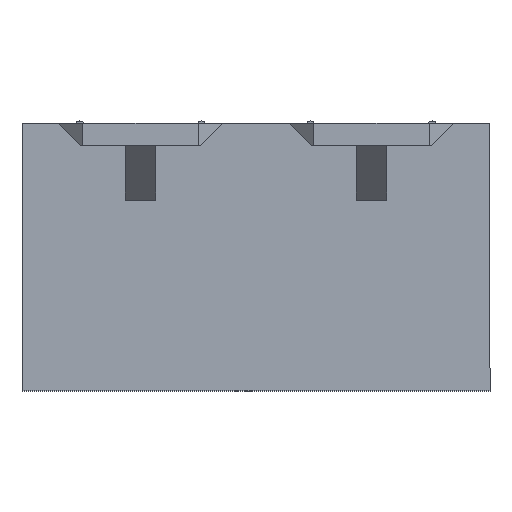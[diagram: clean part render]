
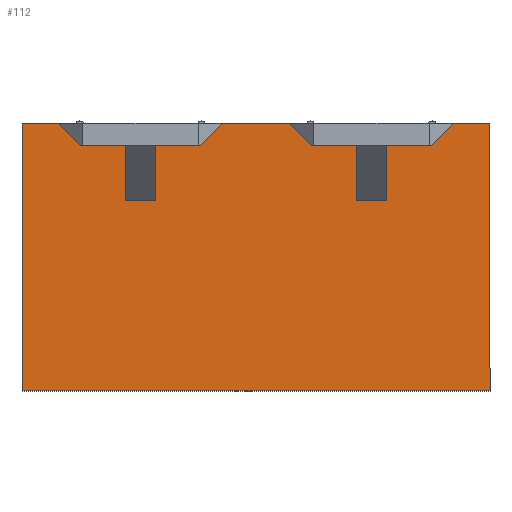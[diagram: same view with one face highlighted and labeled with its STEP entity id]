
A CAD part, top view. The second image highlights one B-rep face of the part: STEP entity #112.
In plain terms, the highlighted planar face has unit normal (0, 0, 1).
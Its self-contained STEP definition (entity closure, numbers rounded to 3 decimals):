
#112=ADVANCED_FACE('',(#196),#156,.F.);
#156=PLANE('',#918);
#196=FACE_OUTER_BOUND('',#239,.T.);
#239=EDGE_LOOP('',(#287,#288,#289,#290,#291,#292,#293,#294,#295,#296,#297,
#298,#299,#300,#301,#302,#303,#304,#305,#306));
#287=ORIENTED_EDGE('',*,*,#591,.T.);
#288=ORIENTED_EDGE('',*,*,#592,.T.);
#289=ORIENTED_EDGE('',*,*,#593,.F.);
#290=ORIENTED_EDGE('',*,*,#594,.F.);
#291=ORIENTED_EDGE('',*,*,#595,.F.);
#292=ORIENTED_EDGE('',*,*,#596,.F.);
#293=ORIENTED_EDGE('',*,*,#597,.F.);
#294=ORIENTED_EDGE('',*,*,#598,.F.);
#295=ORIENTED_EDGE('',*,*,#599,.T.);
#296=ORIENTED_EDGE('',*,*,#600,.T.);
#297=ORIENTED_EDGE('',*,*,#601,.F.);
#298=ORIENTED_EDGE('',*,*,#602,.F.);
#299=ORIENTED_EDGE('',*,*,#603,.F.);
#300=ORIENTED_EDGE('',*,*,#604,.F.);
#301=ORIENTED_EDGE('',*,*,#605,.F.);
#302=ORIENTED_EDGE('',*,*,#606,.F.);
#303=ORIENTED_EDGE('',*,*,#607,.F.);
#304=ORIENTED_EDGE('',*,*,#608,.F.);
#305=ORIENTED_EDGE('',*,*,#609,.F.);
#306=ORIENTED_EDGE('',*,*,#610,.F.);
#515=VERTEX_POINT('',#1184);
#516=VERTEX_POINT('',#1185);
#517=VERTEX_POINT('',#1187);
#518=VERTEX_POINT('',#1189);
#519=VERTEX_POINT('',#1191);
#520=VERTEX_POINT('',#1193);
#521=VERTEX_POINT('',#1195);
#522=VERTEX_POINT('',#1197);
#523=VERTEX_POINT('',#1199);
#524=VERTEX_POINT('',#1201);
#525=VERTEX_POINT('',#1203);
#526=VERTEX_POINT('',#1205);
#527=VERTEX_POINT('',#1207);
#528=VERTEX_POINT('',#1209);
#529=VERTEX_POINT('',#1211);
#530=VERTEX_POINT('',#1213);
#531=VERTEX_POINT('',#1215);
#532=VERTEX_POINT('',#1217);
#533=VERTEX_POINT('',#1219);
#534=VERTEX_POINT('',#1221);
#591=EDGE_CURVE('',#515,#516,#705,.T.);
#592=EDGE_CURVE('',#516,#517,#706,.T.);
#593=EDGE_CURVE('',#518,#517,#707,.T.);
#594=EDGE_CURVE('',#519,#518,#708,.T.);
#595=EDGE_CURVE('',#520,#519,#709,.T.);
#596=EDGE_CURVE('',#521,#520,#710,.T.);
#597=EDGE_CURVE('',#522,#521,#711,.T.);
#598=EDGE_CURVE('',#523,#522,#712,.T.);
#599=EDGE_CURVE('',#523,#524,#713,.T.);
#600=EDGE_CURVE('',#524,#525,#714,.T.);
#601=EDGE_CURVE('',#526,#525,#715,.T.);
#602=EDGE_CURVE('',#527,#526,#716,.T.);
#603=EDGE_CURVE('',#528,#527,#717,.T.);
#604=EDGE_CURVE('',#529,#528,#718,.T.);
#605=EDGE_CURVE('',#530,#529,#719,.T.);
#606=EDGE_CURVE('',#531,#530,#720,.T.);
#607=EDGE_CURVE('',#532,#531,#721,.T.);
#608=EDGE_CURVE('',#533,#532,#722,.T.);
#609=EDGE_CURVE('',#534,#533,#723,.T.);
#610=EDGE_CURVE('',#515,#534,#724,.T.);
#705=LINE('',#1183,#811);
#706=LINE('',#1186,#812);
#707=LINE('',#1188,#813);
#708=LINE('',#1190,#814);
#709=LINE('',#1192,#815);
#710=LINE('',#1194,#816);
#711=LINE('',#1196,#817);
#712=LINE('',#1198,#818);
#713=LINE('',#1200,#819);
#714=LINE('',#1202,#820);
#715=LINE('',#1204,#821);
#716=LINE('',#1206,#822);
#717=LINE('',#1208,#823);
#718=LINE('',#1210,#824);
#719=LINE('',#1212,#825);
#720=LINE('',#1214,#826);
#721=LINE('',#1216,#827);
#722=LINE('',#1218,#828);
#723=LINE('',#1220,#829);
#724=LINE('',#1222,#830);
#811=VECTOR('',#972,1.);
#812=VECTOR('',#973,1.);
#813=VECTOR('',#974,1.);
#814=VECTOR('',#975,1.);
#815=VECTOR('',#976,1.);
#816=VECTOR('',#977,1.);
#817=VECTOR('',#978,1.);
#818=VECTOR('',#979,1.);
#819=VECTOR('',#980,1.);
#820=VECTOR('',#981,1.);
#821=VECTOR('',#982,1.);
#822=VECTOR('',#983,1.);
#823=VECTOR('',#984,1.);
#824=VECTOR('',#985,1.);
#825=VECTOR('',#986,1.);
#826=VECTOR('',#987,1.);
#827=VECTOR('',#988,1.);
#828=VECTOR('',#989,1.);
#829=VECTOR('',#990,1.);
#830=VECTOR('',#991,1.);
#918=AXIS2_PLACEMENT_3D('',#1223,#992,#993);
#972=DIRECTION('',(0.,-1.,0.));
#973=DIRECTION('',(-1.,0.,0.));
#974=DIRECTION('',(0.,-1.,0.));
#975=DIRECTION('',(1.,0.,0.));
#976=DIRECTION('',(0.707,-0.707,0.));
#977=DIRECTION('',(1.,0.,0.));
#978=DIRECTION('',(0.707,0.707,0.));
#979=DIRECTION('',(1.,0.,0.));
#980=DIRECTION('',(0.,-1.,0.));
#981=DIRECTION('',(-1.,0.,0.));
#982=DIRECTION('',(0.,-1.,0.));
#983=DIRECTION('',(1.,0.,0.));
#984=DIRECTION('',(0.707,-0.707,0.));
#985=DIRECTION('',(1.,0.,0.));
#986=DIRECTION('',(0.,1.,0.));
#987=DIRECTION('',(-1.,0.,0.));
#988=DIRECTION('',(0.,-1.,0.));
#989=DIRECTION('',(1.,0.,0.));
#990=DIRECTION('',(0.707,0.707,0.));
#991=DIRECTION('',(1.,0.,0.));
#992=DIRECTION('',(0.,0.,-1.));
#993=DIRECTION('',(-1.,0.,0.));
#1183=CARTESIAN_POINT('',(-11.349,1.352,1.5));
#1184=CARTESIAN_POINT('',(-11.349,1.342,1.5));
#1185=CARTESIAN_POINT('',(-11.349,-0.448,1.5));
#1186=CARTESIAN_POINT('',(-11.349,-0.448,1.5));
#1187=CARTESIAN_POINT('',(-12.349,-0.448,1.5));
#1188=CARTESIAN_POINT('',(-12.349,1.352,1.5));
#1189=CARTESIAN_POINT('',(-12.349,1.342,1.5));
#1190=CARTESIAN_POINT('',(-24.049,1.342,1.5));
#1191=CARTESIAN_POINT('',(-13.819,1.342,1.5));
#1192=CARTESIAN_POINT('',(-14.549,2.072,1.5));
#1193=CARTESIAN_POINT('',(-14.549,2.072,1.5));
#1194=CARTESIAN_POINT('',(-23.349,2.072,1.5));
#1195=CARTESIAN_POINT('',(-16.749,2.072,1.5));
#1196=CARTESIAN_POINT('',(-17.949,0.872,1.5));
#1197=CARTESIAN_POINT('',(-17.479,1.342,1.5));
#1198=CARTESIAN_POINT('',(-24.049,1.342,1.5));
#1199=CARTESIAN_POINT('',(-18.949,1.342,1.5));
#1200=CARTESIAN_POINT('',(-18.949,1.352,1.5));
#1201=CARTESIAN_POINT('',(-18.949,-0.448,1.5));
#1202=CARTESIAN_POINT('',(-18.949,-0.448,1.5));
#1203=CARTESIAN_POINT('',(-19.949,-0.448,1.5));
#1204=CARTESIAN_POINT('',(-19.949,1.352,1.5));
#1205=CARTESIAN_POINT('',(-19.949,1.342,1.5));
#1206=CARTESIAN_POINT('',(-24.049,1.342,1.5));
#1207=CARTESIAN_POINT('',(-21.419,1.342,1.5));
#1208=CARTESIAN_POINT('',(-22.149,2.072,1.5));
#1209=CARTESIAN_POINT('',(-22.149,2.072,1.5));
#1210=CARTESIAN_POINT('',(-23.349,2.072,1.5));
#1211=CARTESIAN_POINT('',(-23.349,2.072,1.5));
#1212=CARTESIAN_POINT('',(-23.349,-6.728,1.5));
#1213=CARTESIAN_POINT('',(-23.349,-6.728,1.5));
#1214=CARTESIAN_POINT('',(-7.949,-6.728,1.5));
#1215=CARTESIAN_POINT('',(-7.949,-6.728,1.5));
#1216=CARTESIAN_POINT('',(-7.949,2.072,1.5));
#1217=CARTESIAN_POINT('',(-7.949,2.072,1.5));
#1218=CARTESIAN_POINT('',(-23.349,2.072,1.5));
#1219=CARTESIAN_POINT('',(-9.149,2.072,1.5));
#1220=CARTESIAN_POINT('',(-10.949,0.272,1.5));
#1221=CARTESIAN_POINT('',(-9.879,1.342,1.5));
#1222=CARTESIAN_POINT('',(-24.049,1.342,1.5));
#1223=CARTESIAN_POINT('',(-23.349,2.072,1.5));
